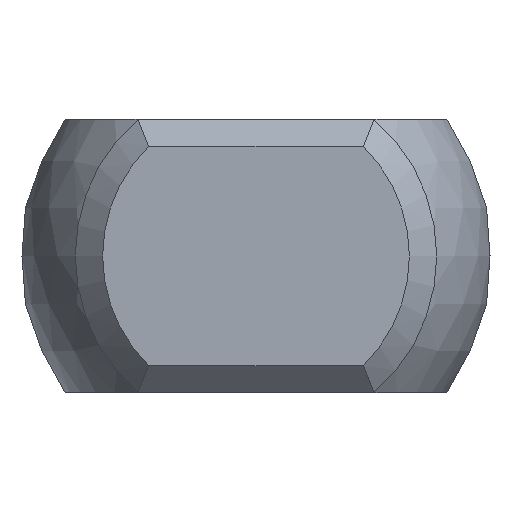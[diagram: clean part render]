
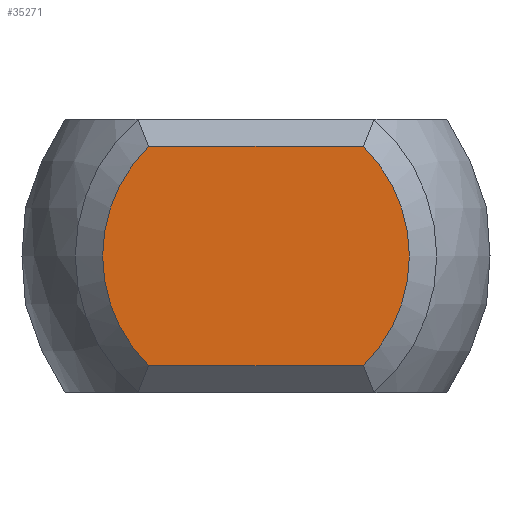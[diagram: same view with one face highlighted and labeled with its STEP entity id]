
A CAD part, left-side view. The second image highlights one B-rep face of the part: STEP entity #35271.
In plain terms, the highlighted planar face has unit normal (-1, 0, 0).
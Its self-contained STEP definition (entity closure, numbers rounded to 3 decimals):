
#32952 = PLANE('',#32953);
#32953 = AXIS2_PLACEMENT_3D('',#32954,#32955,#32956);
#32954 = CARTESIAN_POINT('',(-27.875,3.125,2.25));
#32955 = DIRECTION('',(0.707,0.,-0.707));
#32956 = DIRECTION('',(-0.707,0.,-0.707));
#34648 = EDGE_CURVE('',#34649,#34651,#34653,.T.);
#34649 = VERTEX_POINT('',#34650);
#34650 = CARTESIAN_POINT('',(-28.125,-1.96,-2.));
#34651 = VERTEX_POINT('',#34652);
#34652 = CARTESIAN_POINT('',(-28.125,-1.96,2.));
#34653 = SURFACE_CURVE('',#34654,(#34659,#34671),.PCURVE_S1.);
#34654 = CIRCLE('',#34655,2.8);
#34655 = AXIS2_PLACEMENT_3D('',#34656,#34657,#34658);
#34656 = CARTESIAN_POINT('',(-28.125,0.,0.));
#34657 = DIRECTION('',(-1.,0.,0.));
#34658 = DIRECTION('',(0.,-1.,0.));
#34659 = PCURVE('',#34660,#34665);
#34660 = CONICAL_SURFACE('',#34661,3.05,0.785);
#34661 = AXIS2_PLACEMENT_3D('',#34662,#34663,#34664);
#34662 = CARTESIAN_POINT('',(-27.875,0.,0.));
#34663 = DIRECTION('',(1.,0.,0.));
#34664 = DIRECTION('',(0.,-1.,0.));
#34665 = DEFINITIONAL_REPRESENTATION('',(#34666),#34670);
#34666 = LINE('',#34667,#34668);
#34667 = CARTESIAN_POINT('',(6.283,-0.25));
#34668 = VECTOR('',#34669,1.);
#34669 = DIRECTION('',(-1.,0.));
#34670 = ( GEOMETRIC_REPRESENTATION_CONTEXT(2) 
PARAMETRIC_REPRESENTATION_CONTEXT() REPRESENTATION_CONTEXT('2D SPACE',''
  ) );
#34671 = PCURVE('',#34672,#34677);
#34672 = PLANE('',#34673);
#34673 = AXIS2_PLACEMENT_3D('',#34674,#34675,#34676);
#34674 = CARTESIAN_POINT('',(-28.125,0.,0.));
#34675 = DIRECTION('',(1.,0.,0.));
#34676 = DIRECTION('',(0.,0.,-1.));
#34677 = DEFINITIONAL_REPRESENTATION('',(#34678),#34686);
#34678 = ( BOUNDED_CURVE() B_SPLINE_CURVE(2,(#34679,#34680,#34681,#34682
    ,#34683,#34684,#34685),.UNSPECIFIED.,.T.,.F.) 
B_SPLINE_CURVE_WITH_KNOTS((1,2,2,2,2,1),(-2.094,0.,
    2.094,4.189,6.283,8.378),
.UNSPECIFIED.) CURVE() GEOMETRIC_REPRESENTATION_ITEM() 
RATIONAL_B_SPLINE_CURVE((1.,0.5,1.,0.5,1.,0.5,1.)) REPRESENTATION_ITEM(
  '') );
#34679 = CARTESIAN_POINT('',(0.,-2.8));
#34680 = CARTESIAN_POINT('',(-4.85,-2.8));
#34681 = CARTESIAN_POINT('',(-2.425,1.4));
#34682 = CARTESIAN_POINT('',(0.,5.6));
#34683 = CARTESIAN_POINT('',(2.425,1.4));
#34684 = CARTESIAN_POINT('',(4.85,-2.8));
#34685 = CARTESIAN_POINT('',(0.,-2.8));
#34686 = ( GEOMETRIC_REPRESENTATION_CONTEXT(2) 
PARAMETRIC_REPRESENTATION_CONTEXT() REPRESENTATION_CONTEXT('2D SPACE',''
  ) );
#34704 = PLANE('',#34705);
#34705 = AXIS2_PLACEMENT_3D('',#34706,#34707,#34708);
#34706 = CARTESIAN_POINT('',(-27.875,-3.125,-2.25));
#34707 = DIRECTION('',(0.707,0.,0.707)
  );
#34708 = DIRECTION('',(0.707,0.,-0.707));
#34764 = EDGE_CURVE('',#34651,#34765,#34767,.T.);
#34765 = VERTEX_POINT('',#34766);
#34766 = CARTESIAN_POINT('',(-28.125,1.96,2.));
#34767 = SURFACE_CURVE('',#34768,(#34772,#34779),.PCURVE_S1.);
#34768 = LINE('',#34769,#34770);
#34769 = CARTESIAN_POINT('',(-28.125,3.125,2.));
#34770 = VECTOR('',#34771,1.);
#34771 = DIRECTION('',(0.,1.,0.));
#34772 = PCURVE('',#32952,#34773);
#34773 = DEFINITIONAL_REPRESENTATION('',(#34774),#34778);
#34774 = LINE('',#34775,#34776);
#34775 = CARTESIAN_POINT('',(0.354,0.));
#34776 = VECTOR('',#34777,1.);
#34777 = DIRECTION('',(0.,1.));
#34778 = ( GEOMETRIC_REPRESENTATION_CONTEXT(2) 
PARAMETRIC_REPRESENTATION_CONTEXT() REPRESENTATION_CONTEXT('2D SPACE',''
  ) );
#34779 = PCURVE('',#34672,#34780);
#34780 = DEFINITIONAL_REPRESENTATION('',(#34781),#34785);
#34781 = LINE('',#34782,#34783);
#34782 = CARTESIAN_POINT('',(-2.,3.125));
#34783 = VECTOR('',#34784,1.);
#34784 = DIRECTION('',(0.,1.));
#34785 = ( GEOMETRIC_REPRESENTATION_CONTEXT(2) 
PARAMETRIC_REPRESENTATION_CONTEXT() REPRESENTATION_CONTEXT('2D SPACE',''
  ) );
#34805 = CONICAL_SURFACE('',#34806,3.05,0.785);
#34806 = AXIS2_PLACEMENT_3D('',#34807,#34808,#34809);
#34807 = CARTESIAN_POINT('',(-27.875,0.,0.));
#34808 = DIRECTION('',(1.,0.,0.));
#34809 = DIRECTION('',(-0.,1.,0.));
#34819 = EDGE_CURVE('',#34765,#34820,#34822,.T.);
#34820 = VERTEX_POINT('',#34821);
#34821 = CARTESIAN_POINT('',(-28.125,1.96,-2.));
#34822 = SURFACE_CURVE('',#34823,(#34828,#34835),.PCURVE_S1.);
#34823 = CIRCLE('',#34824,2.8);
#34824 = AXIS2_PLACEMENT_3D('',#34825,#34826,#34827);
#34825 = CARTESIAN_POINT('',(-28.125,0.,0.));
#34826 = DIRECTION('',(-1.,0.,0.));
#34827 = DIRECTION('',(0.,1.,0.));
#34828 = PCURVE('',#34805,#34829);
#34829 = DEFINITIONAL_REPRESENTATION('',(#34830),#34834);
#34830 = LINE('',#34831,#34832);
#34831 = CARTESIAN_POINT('',(6.283,-0.25));
#34832 = VECTOR('',#34833,1.);
#34833 = DIRECTION('',(-1.,0.));
#34834 = ( GEOMETRIC_REPRESENTATION_CONTEXT(2) 
PARAMETRIC_REPRESENTATION_CONTEXT() REPRESENTATION_CONTEXT('2D SPACE',''
  ) );
#34835 = PCURVE('',#34672,#34836);
#34836 = DEFINITIONAL_REPRESENTATION('',(#34837),#34845);
#34837 = ( BOUNDED_CURVE() B_SPLINE_CURVE(2,(#34838,#34839,#34840,#34841
    ,#34842,#34843,#34844),.UNSPECIFIED.,.T.,.F.) 
B_SPLINE_CURVE_WITH_KNOTS((1,2,2,2,2,1),(-2.094,0.,
    2.094,4.189,6.283,8.378),
.UNSPECIFIED.) CURVE() GEOMETRIC_REPRESENTATION_ITEM() 
RATIONAL_B_SPLINE_CURVE((1.,0.5,1.,0.5,1.,0.5,1.)) REPRESENTATION_ITEM(
  '') );
#34838 = CARTESIAN_POINT('',(0.,2.8));
#34839 = CARTESIAN_POINT('',(4.85,2.8));
#34840 = CARTESIAN_POINT('',(2.425,-1.4));
#34841 = CARTESIAN_POINT('',(0.,-5.6));
#34842 = CARTESIAN_POINT('',(-2.425,-1.4));
#34843 = CARTESIAN_POINT('',(-4.85,2.8));
#34844 = CARTESIAN_POINT('',(0.,2.8));
#34845 = ( GEOMETRIC_REPRESENTATION_CONTEXT(2) 
PARAMETRIC_REPRESENTATION_CONTEXT() REPRESENTATION_CONTEXT('2D SPACE',''
  ) );
#34919 = EDGE_CURVE('',#34820,#34649,#34920,.T.);
#34920 = SURFACE_CURVE('',#34921,(#34925,#34932),.PCURVE_S1.);
#34921 = LINE('',#34922,#34923);
#34922 = CARTESIAN_POINT('',(-28.125,-3.125,-2.));
#34923 = VECTOR('',#34924,1.);
#34924 = DIRECTION('',(0.,-1.,0.));
#34925 = PCURVE('',#34704,#34926);
#34926 = DEFINITIONAL_REPRESENTATION('',(#34927),#34931);
#34927 = LINE('',#34928,#34929);
#34928 = CARTESIAN_POINT('',(-0.354,0.));
#34929 = VECTOR('',#34930,1.);
#34930 = DIRECTION('',(0.,-1.));
#34931 = ( GEOMETRIC_REPRESENTATION_CONTEXT(2) 
PARAMETRIC_REPRESENTATION_CONTEXT() REPRESENTATION_CONTEXT('2D SPACE',''
  ) );
#34932 = PCURVE('',#34672,#34933);
#34933 = DEFINITIONAL_REPRESENTATION('',(#34934),#34938);
#34934 = LINE('',#34935,#34936);
#34935 = CARTESIAN_POINT('',(2.,-3.125));
#34936 = VECTOR('',#34937,1.);
#34937 = DIRECTION('',(0.,-1.));
#34938 = ( GEOMETRIC_REPRESENTATION_CONTEXT(2) 
PARAMETRIC_REPRESENTATION_CONTEXT() REPRESENTATION_CONTEXT('2D SPACE',''
  ) );
#35271 = ADVANCED_FACE('',(#35272),#34672,.F.);
#35272 = FACE_BOUND('',#35273,.T.);
#35273 = EDGE_LOOP('',(#35274,#35275,#35276,#35277));
#35274 = ORIENTED_EDGE('',*,*,#34648,.T.);
#35275 = ORIENTED_EDGE('',*,*,#34764,.T.);
#35276 = ORIENTED_EDGE('',*,*,#34819,.T.);
#35277 = ORIENTED_EDGE('',*,*,#34919,.T.);
